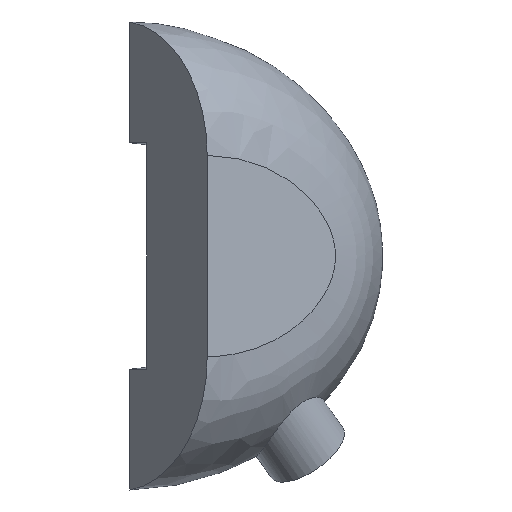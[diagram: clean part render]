
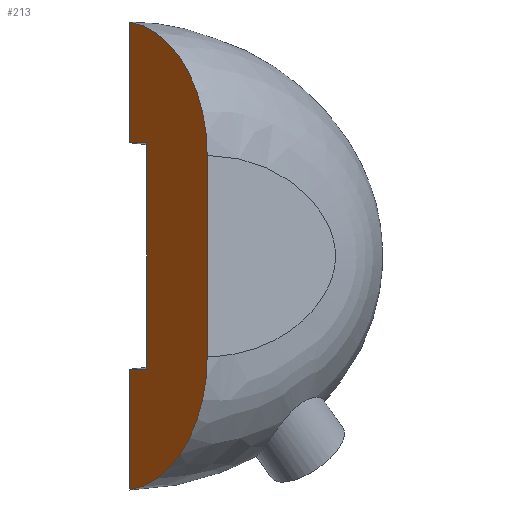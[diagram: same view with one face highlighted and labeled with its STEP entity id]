
A CAD part, left-side view. The second image highlights one B-rep face of the part: STEP entity #213.
In plain terms, the highlighted planar face has unit normal (-0.643, 0.766, 0).
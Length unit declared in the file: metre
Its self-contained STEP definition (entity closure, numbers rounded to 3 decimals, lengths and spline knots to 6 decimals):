
#22=PLANE('',#249);
#23=LINE('',#330,#32);
#24=LINE('',#334,#33);
#25=LINE('',#336,#34);
#29=LINE('',#347,#38);
#30=LINE('',#349,#39);
#31=LINE('',#397,#40);
#32=VECTOR('',#264,1.);
#33=VECTOR('',#267,1.);
#34=VECTOR('',#270,1.);
#38=VECTOR('',#280,1.);
#39=VECTOR('',#281,1.);
#40=VECTOR('',#284,1.);
#81=ORIENTED_EDGE('',*,*,#98,.T.);
#82=ORIENTED_EDGE('',*,*,#101,.F.);
#83=ORIENTED_EDGE('',*,*,#100,.T.);
#84=ORIENTED_EDGE('',*,*,#107,.F.);
#85=ORIENTED_EDGE('',*,*,#113,.T.);
#86=ORIENTED_EDGE('',*,*,#111,.T.);
#87=ORIENTED_EDGE('',*,*,#114,.T.);
#88=ORIENTED_EDGE('',*,*,#108,.F.);
#98=EDGE_CURVE('',#124,#123,#23,.F.);
#100=EDGE_CURVE('',#121,#125,#24,.T.);
#101=EDGE_CURVE('',#121,#123,#25,.T.);
#107=EDGE_CURVE('',#130,#125,#29,.T.);
#108=EDGE_CURVE('',#124,#131,#30,.T.);
#111=EDGE_CURVE('',#133,#132,#31,.T.);
#113=EDGE_CURVE('',#130,#133,#146,.F.);
#114=EDGE_CURVE('',#132,#131,#147,.F.);
#121=VERTEX_POINT('',#321);
#123=VERTEX_POINT('',#329);
#124=VERTEX_POINT('',#331);
#125=VERTEX_POINT('',#333);
#130=VERTEX_POINT('',#348);
#131=VERTEX_POINT('',#350);
#132=VERTEX_POINT('',#395);
#133=VERTEX_POINT('',#396);
#146=CIRCLE('',#240,0.02);
#147=CIRCLE('',#241,0.02);
#168=EDGE_LOOP('',(#81,#82,#83,#84,#85,#86,#87,#88));
#190=FACE_BOUND('',#168,.T.);
#213=ADVANCED_FACE('',(#190),#22,.T.);
#240=AXIS2_PLACEMENT_3D('',#507,#285,#286);
#241=AXIS2_PLACEMENT_3D('',#508,#287,#288);
#249=AXIS2_PLACEMENT_3D('',#518,#303,#304);
#264=DIRECTION('',(0.766,0.643,0.));
#267=DIRECTION('',(0.766,0.643,0.));
#270=DIRECTION('',(0.,0.,1.));
#280=DIRECTION('',(0.,0.,1.));
#281=DIRECTION('',(0.,0.,1.));
#284=DIRECTION('',(0.,0.,1.));
#285=DIRECTION('',(0.643,-0.766,0.));
#286=DIRECTION('',(-0.766,-0.643,0.));
#287=DIRECTION('',(0.643,-0.766,0.));
#288=DIRECTION('',(-0.766,-0.643,0.));
#303=DIRECTION('',(-0.643,0.766,0.));
#304=DIRECTION('',(-0.766,-0.643,0.));
#321=CARTESIAN_POINT('',(-0.106238,-0.041943,-0.0169));
#329=CARTESIAN_POINT('',(-0.106238,-0.041943,0.0169));
#330=CARTESIAN_POINT('',(-0.107004,-0.042586,0.0169));
#331=CARTESIAN_POINT('',(-0.103174,-0.039372,0.0169));
#333=CARTESIAN_POINT('',(-0.103174,-0.039372,-0.0169));
#334=CARTESIAN_POINT('',(-0.107004,-0.042586,-0.0169));
#336=CARTESIAN_POINT('',(-0.106238,-0.041943,0.));
#347=CARTESIAN_POINT('',(-0.103174,-0.039372,0.));
#348=CARTESIAN_POINT('',(-0.103174,-0.039372,-0.0349));
#349=CARTESIAN_POINT('',(-0.103174,-0.039372,0.));
#350=CARTESIAN_POINT('',(-0.103174,-0.039372,0.0349));
#395=CARTESIAN_POINT('',(-0.116963,-0.050942,0.015));
#396=CARTESIAN_POINT('',(-0.116963,-0.050942,-0.015));
#397=CARTESIAN_POINT('',(-0.116963,-0.050942,0.));
#507=CARTESIAN_POINT('',(-0.101642,-0.038087,-0.015));
#508=CARTESIAN_POINT('',(-0.101642,-0.038087,0.015));
#518=CARTESIAN_POINT('',(-0.099344,-0.036158,0.));
